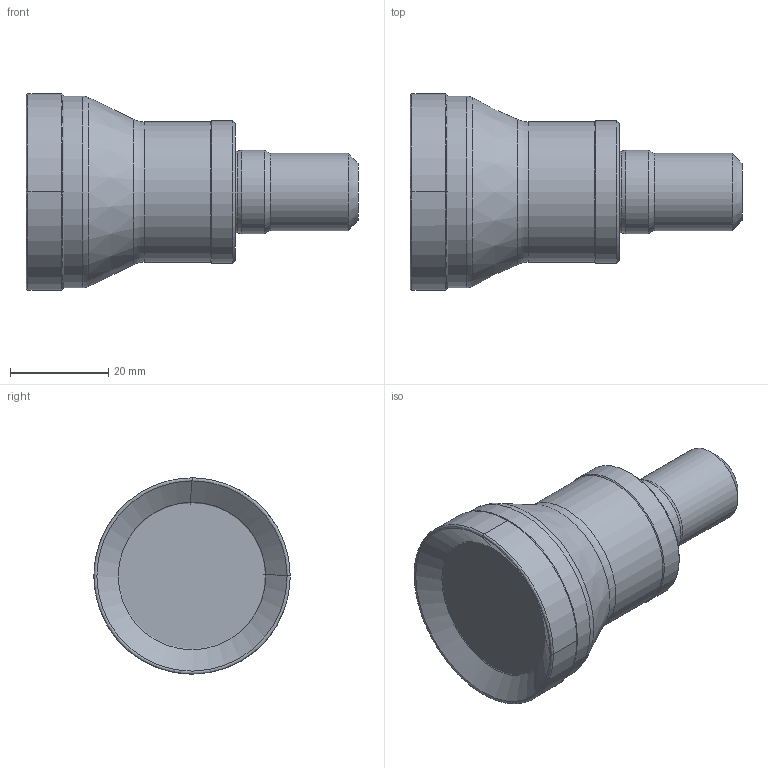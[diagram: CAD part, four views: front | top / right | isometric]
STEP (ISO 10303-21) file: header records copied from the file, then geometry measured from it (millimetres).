
FILE_DESCRIPTION(/* description */ (''),/* implementation_level */ '2;1');
FILE_NAME(/* name */ 'AEM90-DC07-D40-M16-L43-Z05-H.stp',/* time_stamp */ '2023-10-19T11:39:45+03:00',/* author */ (''),/* organization */ (''),/* preprocessor_version */ 'ST-DEVELOPER v19.4',/* originating_system */ 'SIEMENS PLM Software NX2306.5001',/* authorisation */ '');
FILE_SCHEMA (('AUTOMOTIVE_DESIGN { 1 0 10303 214 3 1 1 1 }'));
Length unit declared in the file: millimetre
Products named in the file (1): AEM90-DC07-D40-M16-L43-Z05-H-LIGHT_x_t_objects
Bounding box: 67.63 x 40 x 40 mm (x, y, z)
Volume: 43969.7 mm3; surface area: 10666.9 mm2
Topology: 2 solids, 2 shells, 38 faces, 72 edges, 37 vertices
Faces by surface type: bspline 16, cone 8, cylinder 6, torus 5, plane 3
Full cylindrical faces by diameter (mm): 15.75 x1, 16.6 x1, 17 x1, 28.6 x1, 29 x1, 39.1 x1
Entity records: 1068 total; most frequent: CARTESIAN_POINT 377, DIRECTION 144, ORIENTED_EDGE 106, AXIS2_PLACEMENT_3D 68, EDGE_LOOP 58, EDGE_CURVE 53, CIRCLE 41, FACE_BOUND 40
